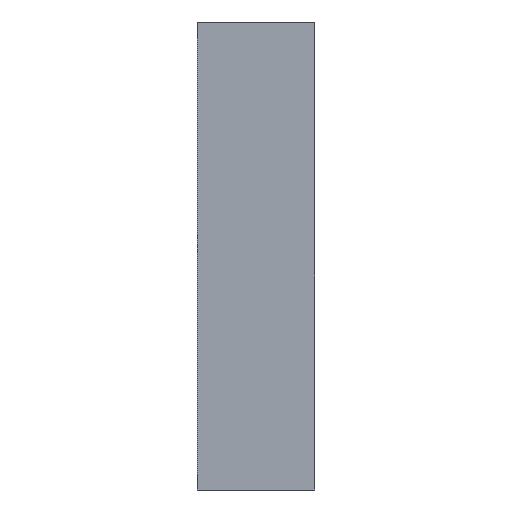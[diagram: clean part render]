
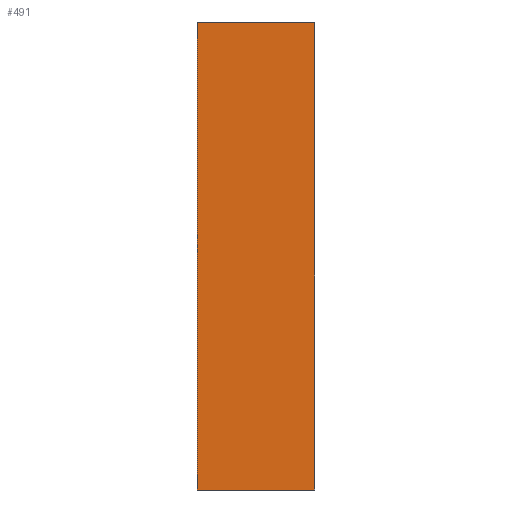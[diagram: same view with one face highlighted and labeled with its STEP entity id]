
A CAD part, left-side view. The second image highlights one B-rep face of the part: STEP entity #491.
In plain terms, the highlighted planar face has unit normal (-1, 0, 0).
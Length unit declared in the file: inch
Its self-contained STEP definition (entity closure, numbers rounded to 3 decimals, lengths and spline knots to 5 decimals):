
#7 = DIRECTION ( 'NONE',  ( 1., 0., 0. ) ) ;
#15 = LINE ( 'NONE', #512, #19 ) ;
#19 = VECTOR ( 'NONE', #536, 39.37008 ) ;
#22 = EDGE_CURVE ( 'NONE', #269, #390, #499, .T. ) ;
#54 = LINE ( 'NONE', #358, #573 ) ;
#66 = ORIENTED_EDGE ( 'NONE', *, *, #86, .T. ) ;
#86 = EDGE_CURVE ( 'NONE', #386, #219, #15, .T. ) ;
#120 = LINE ( 'NONE', #367, #659 ) ;
#124 = CARTESIAN_POINT ( 'NONE',  ( -5.65, 0.125, -0.5 ) ) ;
#219 = VERTEX_POINT ( 'NONE', #684 ) ;
#239 = ORIENTED_EDGE ( 'NONE', *, *, #280, .T. ) ;
#265 = FACE_OUTER_BOUND ( 'NONE', #405, .T. ) ;
#269 = VERTEX_POINT ( 'NONE', #124 ) ;
#273 = EDGE_CURVE ( 'NONE', #390, #219, #54, .T. ) ;
#277 = DIRECTION ( 'NONE',  ( 0., 0., 1. ) ) ;
#280 = EDGE_CURVE ( 'NONE', #269, #386, #120, .T. ) ;
#306 = DIRECTION ( 'NONE',  ( 0., -1., 0. ) ) ;
#358 = CARTESIAN_POINT ( 'NONE',  ( -5.65, 0.125, 0.5 ) ) ;
#367 = CARTESIAN_POINT ( 'NONE',  ( -5.65, 0.125, -0.5 ) ) ;
#386 = VERTEX_POINT ( 'NONE', #798 ) ;
#390 = VERTEX_POINT ( 'NONE', #421 ) ;
#405 = EDGE_LOOP ( 'NONE', ( #66, #583, #772, #239 ) ) ;
#419 = DIRECTION ( 'NONE',  ( 0., -1., 0. ) ) ;
#421 = CARTESIAN_POINT ( 'NONE',  ( -5.65, 0.125, 0.5 ) ) ;
#447 = CARTESIAN_POINT ( 'NONE',  ( -5.65, 0.125, -0.5 ) ) ;
#491 = ADVANCED_FACE ( 'NONE', ( #265 ), #688, .F. ) ;
#499 = LINE ( 'NONE', #582, #760 ) ;
#512 = CARTESIAN_POINT ( 'NONE',  ( -5.65, -0.125, -0.5 ) ) ;
#536 = DIRECTION ( 'NONE',  ( 0., 0., 1. ) ) ;
#546 = AXIS2_PLACEMENT_3D ( 'NONE', #447, #7, #693 ) ;
#573 = VECTOR ( 'NONE', #419, 39.37008 ) ;
#582 = CARTESIAN_POINT ( 'NONE',  ( -5.65, 0.125, -0.5 ) ) ;
#583 = ORIENTED_EDGE ( 'NONE', *, *, #273, .F. ) ;
#659 = VECTOR ( 'NONE', #306, 39.37008 ) ;
#684 = CARTESIAN_POINT ( 'NONE',  ( -5.65, -0.125, 0.5 ) ) ;
#688 = PLANE ( 'NONE',  #546 ) ;
#693 = DIRECTION ( 'NONE',  ( 0., 0., -1. ) ) ;
#760 = VECTOR ( 'NONE', #277, 39.37008 ) ;
#772 = ORIENTED_EDGE ( 'NONE', *, *, #22, .F. ) ;
#798 = CARTESIAN_POINT ( 'NONE',  ( -5.65, -0.125, -0.5 ) ) ;
